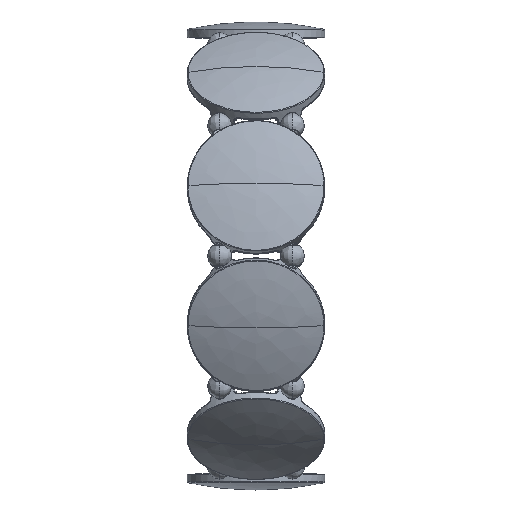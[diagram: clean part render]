
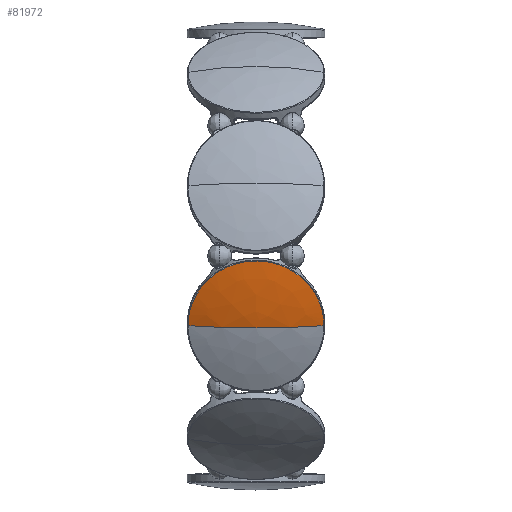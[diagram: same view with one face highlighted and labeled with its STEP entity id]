
A CAD part, top view. The second image highlights one B-rep face of the part: STEP entity #81972.
In plain terms, the highlighted free-form (B-spline) face has degree [2, 2] with [5, 3] control points.
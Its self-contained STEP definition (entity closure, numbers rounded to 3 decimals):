
#78968 = VERTEX_POINT('',#78969);
#78969 = CARTESIAN_POINT('',(-11.592,-11.935,
    36.731));
#78975 = EDGE_CURVE('',#78968,#78976,#78978,.T.);
#78976 = VERTEX_POINT('',#78977);
#78977 = CARTESIAN_POINT('',(11.592,-11.935,
    36.731));
#78978 = ( BOUNDED_CURVE() B_SPLINE_CURVE(2,(#78979,#78980,#78981,#78982
,#78983),.UNSPECIFIED.,.F.,.F.) B_SPLINE_CURVE_WITH_KNOTS((3,2,3),(0.,
1.571,3.142),.PIECEWISE_BEZIER_KNOTS.) CURVE() 
GEOMETRIC_REPRESENTATION_ITEM() RATIONAL_B_SPLINE_CURVE((1.,
0.707,1.,0.707,1.)) REPRESENTATION_ITEM('') );
#78979 = CARTESIAN_POINT('',(-11.592,-11.935,
    36.731));
#78980 = CARTESIAN_POINT('',(-11.592,-0.91,
    40.313));
#78981 = CARTESIAN_POINT('',(0.,-0.91,
    40.313));
#78982 = CARTESIAN_POINT('',(11.592,-0.91,
    40.313));
#78983 = CARTESIAN_POINT('',(11.592,-11.935,
    36.731));
#81942 = EDGE_CURVE('',#81943,#78976,#81945,.T.);
#81943 = VERTEX_POINT('',#81944);
#81944 = CARTESIAN_POINT('',(0.,-12.316,37.905));
#81945 = ( BOUNDED_CURVE() B_SPLINE_CURVE(2,(#81946,#81947,#81948),
.UNSPECIFIED.,.F.,.F.) B_SPLINE_CURVE_WITH_KNOTS((3,3),(0.,
0.212),.PIECEWISE_BEZIER_KNOTS.) CURVE() 
GEOMETRIC_REPRESENTATION_ITEM() RATIONAL_B_SPLINE_CURVE((1.,
0.994,1.)) REPRESENTATION_ITEM('') );
#81946 = CARTESIAN_POINT('',(0.,-12.316,
    37.905));
#81947 = CARTESIAN_POINT('',(5.862,-12.316,
    37.905));
#81948 = CARTESIAN_POINT('',(11.592,-11.935,
    36.731));
#81950 = EDGE_CURVE('',#81943,#78968,#81951,.T.);
#81951 = ( BOUNDED_CURVE() B_SPLINE_CURVE(2,(#81952,#81953,#81954),
.UNSPECIFIED.,.F.,.F.) B_SPLINE_CURVE_WITH_KNOTS((3,3),(0.,
0.212),.PIECEWISE_BEZIER_KNOTS.) CURVE() 
GEOMETRIC_REPRESENTATION_ITEM() RATIONAL_B_SPLINE_CURVE((1.,
0.994,1.)) REPRESENTATION_ITEM('') );
#81952 = CARTESIAN_POINT('',(0.,-12.316,37.905));
#81953 = CARTESIAN_POINT('',(-5.862,-12.316,
    37.905));
#81954 = CARTESIAN_POINT('',(-11.592,-11.935,
    36.731));
#81972 = ADVANCED_FACE('',(#81973),#81978,.T.);
#81973 = FACE_BOUND('',#81974,.T.);
#81974 = EDGE_LOOP('',(#81975,#81976,#81977));
#81975 = ORIENTED_EDGE('',*,*,#81950,.F.);
#81976 = ORIENTED_EDGE('',*,*,#81942,.T.);
#81977 = ORIENTED_EDGE('',*,*,#78975,.F.);
#81978 = ( BOUNDED_SURFACE() B_SPLINE_SURFACE(2,2,(
    (#81979,#81980,#81981)
    ,(#81982,#81983,#81984)
    ,(#81985,#81986,#81987)
    ,(#81988,#81989,#81990)
    ,(#81991,#81992,#81993
)),.UNSPECIFIED.,.F.,.F.,.F.) B_SPLINE_SURFACE_WITH_KNOTS((3,2,3),(3,3),
  (0.,1.571,3.142),(-1.571,-1.359),
.PIECEWISE_BEZIER_KNOTS.) GEOMETRIC_REPRESENTATION_ITEM() 
RATIONAL_B_SPLINE_SURFACE((
    (1.,0.994,1.)
    ,(0.707,0.703,0.707)
    ,(1.,0.994,1.)
    ,(0.707,0.703,0.707)
,(1.,0.994,1.))) REPRESENTATION_ITEM('') SURFACE() );
#81979 = CARTESIAN_POINT('',(0.,-12.316,
    37.905));
#81980 = CARTESIAN_POINT('',(-5.862,-12.316,
    37.905));
#81981 = CARTESIAN_POINT('',(-11.592,-11.935,
    36.731));
#81982 = CARTESIAN_POINT('',(0.,-12.316,
    37.905));
#81983 = CARTESIAN_POINT('',(-5.862,-6.741,
    39.716));
#81984 = CARTESIAN_POINT('',(-11.592,-0.91,
    40.313));
#81985 = CARTESIAN_POINT('',(0.,-12.316,
    37.905));
#81986 = CARTESIAN_POINT('',(0.,-6.741,
    39.716));
#81987 = CARTESIAN_POINT('',(0.,-0.91,
    40.313));
#81988 = CARTESIAN_POINT('',(0.,-12.316,
    37.905));
#81989 = CARTESIAN_POINT('',(5.862,-6.741,
    39.716));
#81990 = CARTESIAN_POINT('',(11.592,-0.91,
    40.313));
#81991 = CARTESIAN_POINT('',(0.,-12.316,
    37.905));
#81992 = CARTESIAN_POINT('',(5.862,-12.316,
    37.905));
#81993 = CARTESIAN_POINT('',(11.592,-11.935,
    36.731));
